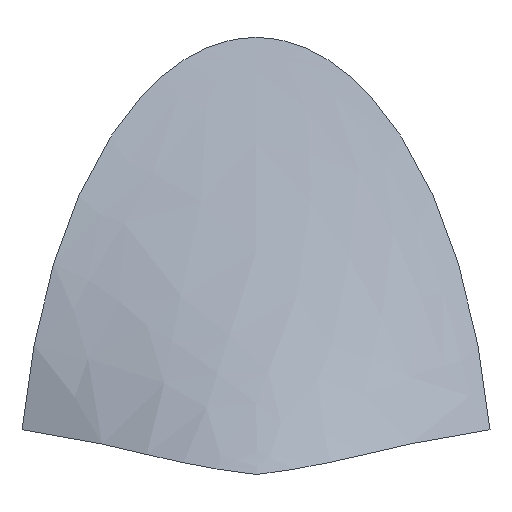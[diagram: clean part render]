
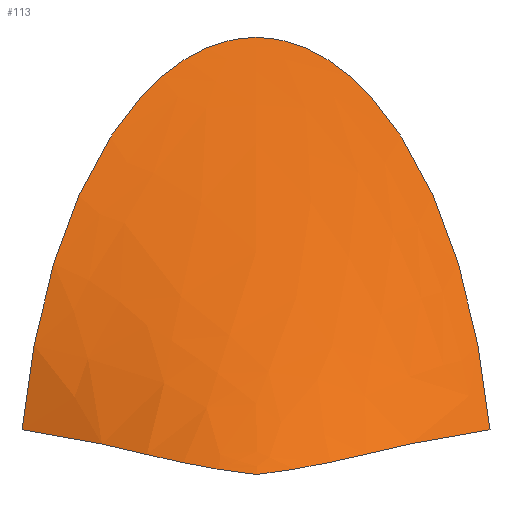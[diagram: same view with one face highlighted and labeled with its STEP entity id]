
A CAD part, front view. The second image highlights one B-rep face of the part: STEP entity #113.
In plain terms, the highlighted free-form (B-spline) face has degree [3, 3] with [6, 6] control points.
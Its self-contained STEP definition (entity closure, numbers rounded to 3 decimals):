
#2 = EDGE_LOOP ( 'NONE', ( #40, #88, #28, #117 ) ) ;
#3 = CARTESIAN_POINT ( 'NONE',  ( -9.767, 6.415, 4.013 ) ) ;
#5 = CARTESIAN_POINT ( 'NONE',  ( 11.44, 7.379, 4.303 ) ) ;
#7 = CARTESIAN_POINT ( 'NONE',  ( 0., 14.733, 25.282 ) ) ;
#8 = CARTESIAN_POINT ( 'NONE',  ( 0.038, 2.352, 2.032 ) ) ;
#12 = CARTESIAN_POINT ( 'NONE',  ( 0.038, 2.352, 2.032 ) ) ;
#14 = B_SPLINE_CURVE_WITH_KNOTS ( 'NONE', 3,
 ( #93, #61, #124, #20, #137, #73 ),
 .UNSPECIFIED., .F., .F.,
 ( 4, 1, 1, 4 ),
 ( 0., 0.583, 0.754, 1. ),
 .UNSPECIFIED. ) ;
#16 = CARTESIAN_POINT ( 'NONE',  ( 11.44, 7.379, 4.303 ) ) ;
#17 = CARTESIAN_POINT ( 'NONE',  ( 2.342, 14.728, 25.267 ) ) ;
#18 = CARTESIAN_POINT ( 'NONE',  ( -5.795, 4.056, 3.109 ) ) ;
#19 = CARTESIAN_POINT ( 'NONE',  ( 3.307, 13.623, 22.901 ) ) ;
#20 = CARTESIAN_POINT ( 'NONE',  ( 5.602, 13.823, 23.174 ) ) ;
#21 = EDGE_CURVE ( 'NONE', #81, #90, #104, .T. ) ;
#25 = EDGE_CURVE ( 'NONE', #172, #37, #52, .T. ) ;
#28 = ORIENTED_EDGE ( 'NONE', *, *, #25, .F. ) ;
#29 = CARTESIAN_POINT ( 'NONE',  ( 0., 14.733, 25.282 ) ) ;
#30 = CARTESIAN_POINT ( 'NONE',  ( 8.553, 10.598, 15.815 ) ) ;
#31 = CARTESIAN_POINT ( 'NONE',  ( -10.506, 10.949, 16.097 ) ) ;
#32 = CARTESIAN_POINT ( 'NONE',  ( -11.435, 7.377, 4.303 ) ) ;
#37 = VERTEX_POINT ( 'NONE', #128 ) ;
#40 = ORIENTED_EDGE ( 'NONE', *, *, #21, .T. ) ;
#42 = CARTESIAN_POINT ( 'NONE',  ( 0.018, 2.994, 3.865 ) ) ;
#43 = B_SPLINE_CURVE_WITH_KNOTS ( 'NONE', 3,
 ( #45, #83, #18, #3, #70, #108 ),
 .UNSPECIFIED., .F., .F.,
 ( 4, 1, 1, 4 ),
 ( 0., 0.583, 0.754, 1. ),
 .UNSPECIFIED. ) ;
#44 = CARTESIAN_POINT ( 'NONE',  ( -10.402, 8.237, 9.395 ) ) ;
#45 = CARTESIAN_POINT ( 'NONE',  ( 0.038, 2.352, 2.032 ) ) ;
#46 = CARTESIAN_POINT ( 'NONE',  ( 10.405, 8.237, 9.393 ) ) ;
#52 = B_SPLINE_CURVE_WITH_KNOTS ( 'NONE', 3,
 ( #119, #55, #106, #114, #158, #29 ),
 .UNSPECIFIED., .F., .F.,
 ( 4, 1, 1, 4 ),
 ( 0., 0.583, 0.754, 1. ),
 .UNSPECIFIED. ) ;
#54 = CARTESIAN_POINT ( 'NONE',  ( 5.829, 4.079, 3.121 ) ) ;
#55 = CARTESIAN_POINT ( 'NONE',  ( -11.894, 8.658, 9.567 ) ) ;
#56 = CARTESIAN_POINT ( 'NONE',  ( -5.621, 9.555, 14.387 ) ) ;
#59 = CARTESIAN_POINT ( 'NONE',  ( -8.083, 7.252, 8.592 ) ) ;
#61 = CARTESIAN_POINT ( 'NONE',  ( 11.894, 8.658, 9.567 ) ) ;
#65 = CARTESIAN_POINT ( 'NONE',  ( 12.447, 7.883, 4.416 ) ) ;
#67 = CARTESIAN_POINT ( 'NONE',  ( -2.702, 2.575, 2.326 ) ) ;
#68 = CARTESIAN_POINT ( 'NONE',  ( -12.447, 7.883, 4.416 ) ) ;
#70 = CARTESIAN_POINT ( 'NONE',  ( -11.435, 7.377, 4.303 ) ) ;
#73 = CARTESIAN_POINT ( 'NONE',  ( 0., 14.733, 25.282 ) ) ;
#74 = CARTESIAN_POINT ( 'NONE',  ( -5.795, 4.056, 3.109 ) ) ;
#81 = VERTEX_POINT ( 'NONE', #12 ) ;
#82 = CARTESIAN_POINT ( 'NONE',  ( -2.342, 14.728, 25.267 ) ) ;
#83 = CARTESIAN_POINT ( 'NONE',  ( -2.702, 2.575, 2.326 ) ) ;
#84 = CARTESIAN_POINT ( 'NONE',  ( 12.447, 7.883, 4.416 ) ) ;
#85 = CARTESIAN_POINT ( 'NONE',  ( -3.215, 4.705, 6.083 ) ) ;
#88 = ORIENTED_EDGE ( 'NONE', *, *, #94, .T. ) ;
#90 = VERTEX_POINT ( 'NONE', #170 ) ;
#91 = CARTESIAN_POINT ( 'NONE',  ( 0.001, 12.583, 20.858 ) ) ;
#92 = CARTESIAN_POINT ( 'NONE',  ( 8.093, 7.253, 8.59 ) ) ;
#93 = CARTESIAN_POINT ( 'NONE',  ( 12.447, 7.883, 4.416 ) ) ;
#94 = EDGE_CURVE ( 'NONE', #90, #37, #14, .T. ) ;
#95 = CARTESIAN_POINT ( 'NONE',  ( 0., 14.621, 25.084 ) ) ;
#102 = CARTESIAN_POINT ( 'NONE',  ( 0.038, 2.352, 2.032 ) ) ;
#104 = B_SPLINE_CURVE_WITH_KNOTS ( 'NONE', 3,
 ( #102, #155, #54, #132, #16, #65 ),
 .UNSPECIFIED., .F., .F.,
 ( 4, 1, 1, 4 ),
 ( 0., 0.583, 0.754, 1. ),
 .UNSPECIFIED. ) ;
#106 = CARTESIAN_POINT ( 'NONE',  ( -10.506, 10.949, 16.097 ) ) ;
#107 = CARTESIAN_POINT ( 'NONE',  ( 5.627, 9.554, 14.385 ) ) ;
#108 = CARTESIAN_POINT ( 'NONE',  ( -12.447, 7.883, 4.416 ) ) ;
#109 = CARTESIAN_POINT ( 'NONE',  ( -8.551, 10.599, 15.816 ) ) ;
#110 = CARTESIAN_POINT ( 'NONE',  ( -9.767, 6.415, 4.013 ) ) ;
#113 = ADVANCED_FACE ( 'NONE', ( #159 ), #152, .T. ) ;
#114 = CARTESIAN_POINT ( 'NONE',  ( -5.602, 13.823, 23.174 ) ) ;
#117 = ORIENTED_EDGE ( 'NONE', *, *, #144, .F. ) ;
#119 = CARTESIAN_POINT ( 'NONE',  ( -12.447, 7.883, 4.416 ) ) ;
#120 = CARTESIAN_POINT ( 'NONE',  ( 0.007, 6.726, 9.976 ) ) ;
#121 = CARTESIAN_POINT ( 'NONE',  ( 5.829, 4.079, 3.121 ) ) ;
#123 = CARTESIAN_POINT ( 'NONE',  ( -11.894, 8.658, 9.567 ) ) ;
#124 = CARTESIAN_POINT ( 'NONE',  ( 10.506, 10.949, 16.097 ) ) ;
#128 = CARTESIAN_POINT ( 'NONE',  ( 0., 14.733, 25.282 ) ) ;
#132 = CARTESIAN_POINT ( 'NONE',  ( 9.781, 6.423, 4.015 ) ) ;
#133 = CARTESIAN_POINT ( 'NONE',  ( 5.602, 13.823, 23.174 ) ) ;
#135 = CARTESIAN_POINT ( 'NONE',  ( 11.894, 8.658, 9.567 ) ) ;
#136 = CARTESIAN_POINT ( 'NONE',  ( -3.306, 13.624, 22.902 ) ) ;
#137 = CARTESIAN_POINT ( 'NONE',  ( 2.342, 14.728, 25.267 ) ) ;
#144 = EDGE_CURVE ( 'NONE', #81, #172, #43, .T. ) ;
#145 = CARTESIAN_POINT ( 'NONE',  ( 9.781, 6.423, 4.015 ) ) ;
#147 = CARTESIAN_POINT ( 'NONE',  ( -5.602, 13.823, 23.174 ) ) ;
#150 = CARTESIAN_POINT ( 'NONE',  ( -12.447, 7.883, 4.416 ) ) ;
#152 = B_SPLINE_SURFACE_WITH_KNOTS ( 'NONE', 3, 3, ( 
 ( #8, #67, #74, #110, #32, #150 ),
 ( #165, #42, #85, #59, #44, #123 ),
 ( #121, #160, #120, #56, #109, #31 ),
 ( #145, #92, #107, #91, #136, #147 ),
 ( #5, #46, #30, #19, #95, #82 ),
 ( #84, #135, #164, #133, #17, #7 ) ),
 .UNSPECIFIED., .F., .F., .F.,
 ( 4, 1, 1, 4 ),
 ( 4, 1, 1, 4 ),
 ( 0., 0.583, 0.754, 1. ),
 ( 0., 0.583, 0.754, 1. ),
 .UNSPECIFIED. ) ;
#155 = CARTESIAN_POINT ( 'NONE',  ( 2.755, 2.6, 2.342 ) ) ;
#158 = CARTESIAN_POINT ( 'NONE',  ( -2.342, 14.728, 25.267 ) ) ;
#159 = FACE_OUTER_BOUND ( 'NONE', #2, .T. ) ;
#160 = CARTESIAN_POINT ( 'NONE',  ( 3.238, 4.709, 6.084 ) ) ;
#164 = CARTESIAN_POINT ( 'NONE',  ( 10.506, 10.949, 16.097 ) ) ;
#165 = CARTESIAN_POINT ( 'NONE',  ( 2.755, 2.6, 2.342 ) ) ;
#170 = CARTESIAN_POINT ( 'NONE',  ( 12.447, 7.883, 4.416 ) ) ;
#172 = VERTEX_POINT ( 'NONE', #68 ) ;
